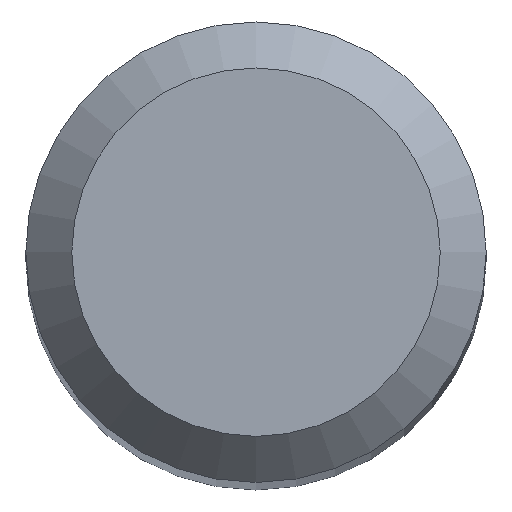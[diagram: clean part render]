
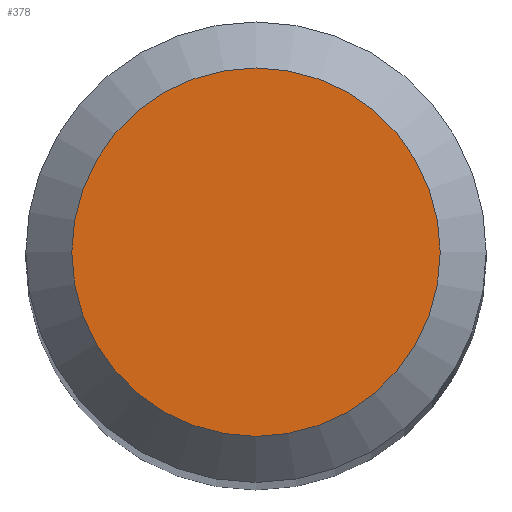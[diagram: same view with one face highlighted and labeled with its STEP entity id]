
A CAD part, top view. The second image highlights one B-rep face of the part: STEP entity #378.
In plain terms, the highlighted planar face has unit normal (0, 0, 1).
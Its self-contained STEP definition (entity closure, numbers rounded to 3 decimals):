
#46 = FACE_OUTER_BOUND ( 'NONE', #349, .T. ) ;
#132 = CARTESIAN_POINT ( 'NONE',  ( 0., 1.6, 55. ) ) ;
#162 = PLANE ( 'NONE',  #264 ) ;
#183 = DIRECTION ( 'NONE',  ( 1., 0., 0. ) ) ;
#199 = ORIENTED_EDGE ( 'NONE', *, *, #347, .T. ) ;
#203 = VERTEX_POINT ( 'NONE', #388 ) ;
#213 = DIRECTION ( 'NONE',  ( -1., 0., 0. ) ) ;
#215 = AXIS2_PLACEMENT_3D ( 'NONE', #311, #221, #183 ) ;
#221 = DIRECTION ( 'NONE',  ( 0., 0., 1. ) ) ;
#264 = AXIS2_PLACEMENT_3D ( 'NONE', #132, #360, #213 ) ;
#298 = CIRCLE ( 'NONE', #215, 1.6 ) ;
#311 = CARTESIAN_POINT ( 'NONE',  ( 0., 0., 55. ) ) ;
#347 = EDGE_CURVE ( 'NONE', #203, #203, #298, .T. ) ;
#349 = EDGE_LOOP ( 'NONE', ( #199 ) ) ;
#360 = DIRECTION ( 'NONE',  ( 0., 0., -1. ) ) ;
#378 = ADVANCED_FACE ( 'NONE', ( #46 ), #162, .F. ) ;
#388 = CARTESIAN_POINT ( 'NONE',  ( 1.6, 0., 55. ) ) ;
